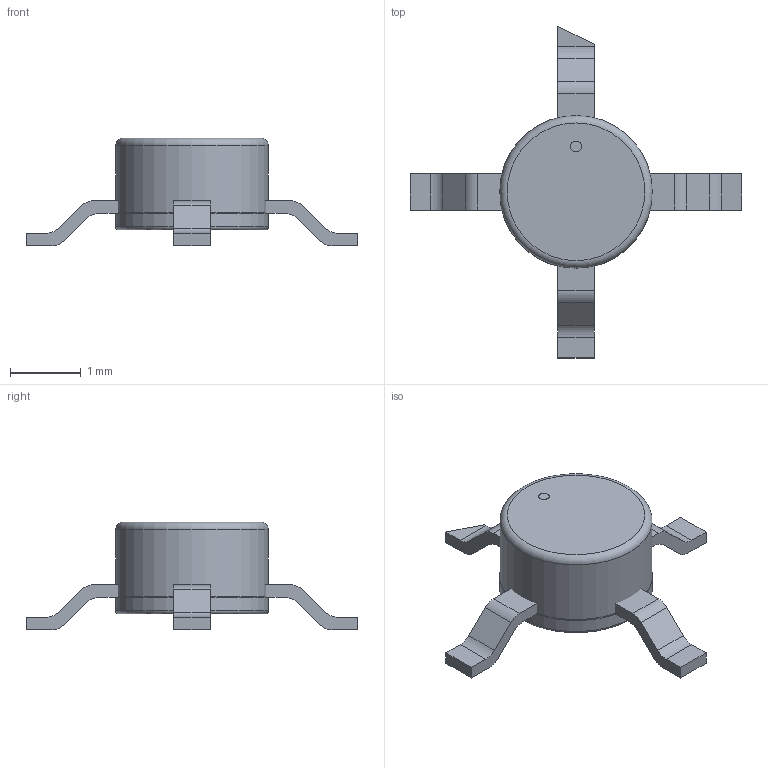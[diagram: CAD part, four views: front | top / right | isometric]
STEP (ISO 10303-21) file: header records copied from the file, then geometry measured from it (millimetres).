
FILE_DESCRIPTION(('HOOPS Exchange Step'),'2;1');
FILE_NAME('temp_export','2023-04-07T00:32:35-16:00',('30abd'),('Shapr3D Limited'),'HOOPS Exchange 2022.2','Shapr3D','Authorized');
FILE_SCHEMA( ('AUTOMOTIVE_DESIGN { 1 0 10303 214 1 1 1 1 }') );
Length unit declared in the file: millimetre
Products named in the file (6): Circular Pattern 03; Circular Pattern 02; Circular Pattern 01; ERA-3SM+.step; root
Assembly tree (5 placements, depth 3):
  root
    Circular Pattern 03
    Circular Pattern 02
    Circular Pattern 01
    ERA-3SM+.step
      Circular Pattern 01
Bounding box: 4.68 x 4.68 x 1.52 mm (x, y, z)
Volume: 5.4 mm3; surface area: 27.2 mm2
Topology: 6 solids, 6 shells, 68 faces, 165 edges, 110 vertices
Faces by surface type: plane 45, cylinder 20, torus 3
Full cylindrical faces by diameter (mm): 0.151 x2, 2.15 x1, 2.16 x1
Entity records: 2137 total; most frequent: DIRECTION 362, CARTESIAN_POINT 349, ORIENTED_EDGE 330, EDGE_CURVE 165, AXIS2_PLACEMENT_3D 123, VECTOR 116, LINE 116, VERTEX_POINT 110
